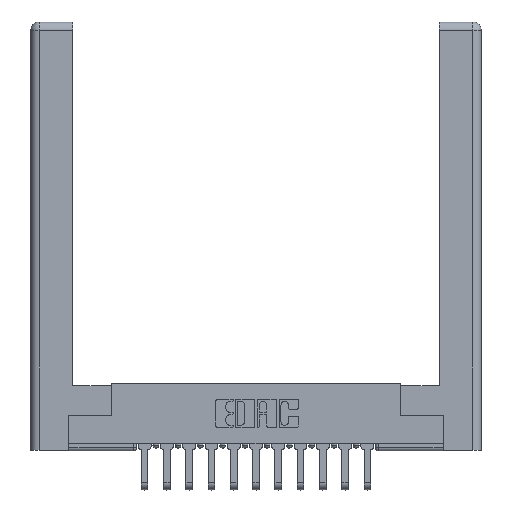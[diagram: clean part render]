
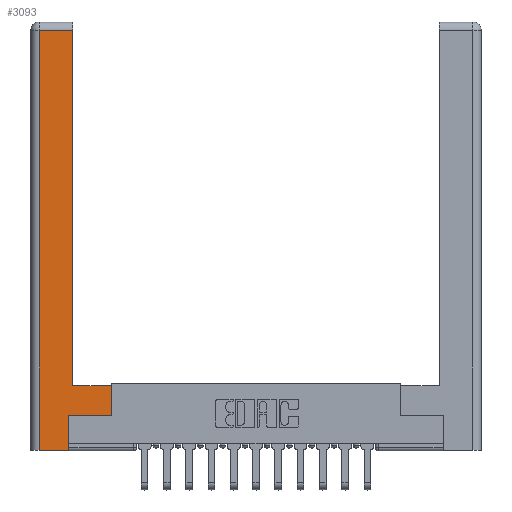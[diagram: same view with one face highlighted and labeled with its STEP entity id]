
A CAD part, top view. The second image highlights one B-rep face of the part: STEP entity #3093.
In plain terms, the highlighted planar face has unit normal (0, 0, 1).
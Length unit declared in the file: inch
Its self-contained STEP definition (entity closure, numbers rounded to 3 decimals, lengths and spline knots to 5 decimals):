
#295 = DIRECTION ( 'NONE',  ( 0., -1., 0. ) ) ;
#463 = VERTEX_POINT ( 'NONE', #12389 ) ;
#654 = ORIENTED_EDGE ( 'NONE', *, *, #5161, .T. ) ;
#978 = VECTOR ( 'NONE', #3862, 39.37008 ) ;
#1152 = EDGE_CURVE ( 'NONE', #16450, #8628, #3603, .T. ) ;
#1305 = LINE ( 'NONE', #9430, #5085 ) ;
#2092 = ORIENTED_EDGE ( 'NONE', *, *, #10619, .T. ) ;
#2191 = DIRECTION ( 'NONE',  ( 1., 0., 0. ) ) ;
#2217 = DIRECTION ( 'NONE',  ( 0., 1., 0. ) ) ;
#2399 = DIRECTION ( 'NONE',  ( 1., 0., 0. ) ) ;
#2483 = CARTESIAN_POINT ( 'NONE',  ( 0.295, 2.94, 0. ) ) ;
#2612 = VERTEX_POINT ( 'NONE', #6629 ) ;
#2655 = DIRECTION ( 'NONE',  ( -1., 0., 0. ) ) ;
#3093 = ADVANCED_FACE ( 'NONE', ( #9522 ), #10885, .F. ) ;
#3146 = ORIENTED_EDGE ( 'NONE', *, *, #6575, .T. ) ;
#3584 = CARTESIAN_POINT ( 'NONE',  ( 0.0615, 2.94, 0. ) ) ;
#3603 = LINE ( 'NONE', #11823, #978 ) ;
#3825 = DIRECTION ( 'NONE',  ( 0., 1., 0. ) ) ;
#3862 = DIRECTION ( 'NONE',  ( -1., 0., 0. ) ) ;
#4021 = VECTOR ( 'NONE', #2191, 39.37008 ) ;
#4557 = VECTOR ( 'NONE', #3825, 39.37008 ) ;
#4793 = CARTESIAN_POINT ( 'NONE',  ( 0.295, 0.45, 0. ) ) ;
#5085 = VECTOR ( 'NONE', #2655, 39.37008 ) ;
#5161 = EDGE_CURVE ( 'NONE', #11309, #463, #10347, .T. ) ;
#5335 = CARTESIAN_POINT ( 'NONE',  ( 0.295, 3., 0. ) ) ;
#5528 = CARTESIAN_POINT ( 'NONE',  ( 0., 0., 0. ) ) ;
#5713 = VERTEX_POINT ( 'NONE', #12033 ) ;
#5866 = LINE ( 'NONE', #11392, #14870 ) ;
#6254 = ORIENTED_EDGE ( 'NONE', *, *, #1152, .T. ) ;
#6388 = EDGE_CURVE ( 'NONE', #463, #2612, #14660, .T. ) ;
#6456 = LINE ( 'NONE', #7530, #11398 ) ;
#6575 = EDGE_CURVE ( 'NONE', #10263, #17152, #1305, .T. ) ;
#6629 = CARTESIAN_POINT ( 'NONE',  ( 0.565, 0.245, 0. ) ) ;
#7530 = CARTESIAN_POINT ( 'NONE',  ( 0.565, 0.45, 0. ) ) ;
#7683 = CARTESIAN_POINT ( 'NONE',  ( 0.565, 0.245, 0. ) ) ;
#7749 = ORIENTED_EDGE ( 'NONE', *, *, #11956, .T. ) ;
#8291 = DIRECTION ( 'NONE',  ( 0., 0., -1. ) ) ;
#8628 = VERTEX_POINT ( 'NONE', #3584 ) ;
#8948 = DIRECTION ( 'NONE',  ( 0., 1., 0. ) ) ;
#9005 = CARTESIAN_POINT ( 'NONE',  ( 0.265, 0.245, 0. ) ) ;
#9430 = CARTESIAN_POINT ( 'NONE',  ( 0.295, 0.45, 0. ) ) ;
#9522 = FACE_OUTER_BOUND ( 'NONE', #17063, .T. ) ;
#9553 = EDGE_CURVE ( 'NONE', #2612, #10263, #6456, .T. ) ;
#10263 = VERTEX_POINT ( 'NONE', #13310 ) ;
#10347 = LINE ( 'NONE', #9005, #15629 ) ;
#10619 = EDGE_CURVE ( 'NONE', #17152, #16450, #10687, .T. ) ;
#10687 = LINE ( 'NONE', #5335, #4557 ) ;
#10708 = DIRECTION ( 'NONE',  ( -1., 0., 0. ) ) ;
#10885 = PLANE ( 'NONE',  #17648 ) ;
#11309 = VERTEX_POINT ( 'NONE', #13313 ) ;
#11392 = CARTESIAN_POINT ( 'NONE',  ( 0.0615, 0., 0. ) ) ;
#11398 = VECTOR ( 'NONE', #8948, 39.37008 ) ;
#11761 = CARTESIAN_POINT ( 'NONE',  ( 0.265, 0., 0. ) ) ;
#11823 = CARTESIAN_POINT ( 'NONE',  ( 0.0615, 2.94, 0. ) ) ;
#11826 = EDGE_CURVE ( 'NONE', #8628, #5713, #5866, .T. ) ;
#11956 = EDGE_CURVE ( 'NONE', #5713, #11309, #15879, .T. ) ;
#12033 = CARTESIAN_POINT ( 'NONE',  ( 0.0615, 0., 0. ) ) ;
#12389 = CARTESIAN_POINT ( 'NONE',  ( 0.265, 0.245, 0. ) ) ;
#12689 = ORIENTED_EDGE ( 'NONE', *, *, #11826, .T. ) ;
#13310 = CARTESIAN_POINT ( 'NONE',  ( 0.565, 0.45, 0. ) ) ;
#13313 = CARTESIAN_POINT ( 'NONE',  ( 0.265, 0., 0. ) ) ;
#14660 = LINE ( 'NONE', #7683, #16798 ) ;
#14870 = VECTOR ( 'NONE', #295, 39.37008 ) ;
#15321 = ORIENTED_EDGE ( 'NONE', *, *, #9553, .T. ) ;
#15629 = VECTOR ( 'NONE', #2217, 39.37008 ) ;
#15879 = LINE ( 'NONE', #11761, #4021 ) ;
#16450 = VERTEX_POINT ( 'NONE', #2483 ) ;
#16798 = VECTOR ( 'NONE', #2399, 39.37008 ) ;
#17063 = EDGE_LOOP ( 'NONE', ( #2092, #6254, #12689, #7749, #654, #17482, #15321, #3146 ) ) ;
#17152 = VERTEX_POINT ( 'NONE', #4793 ) ;
#17482 = ORIENTED_EDGE ( 'NONE', *, *, #6388, .T. ) ;
#17648 = AXIS2_PLACEMENT_3D ( 'NONE', #5528, #8291, #10708 ) ;
